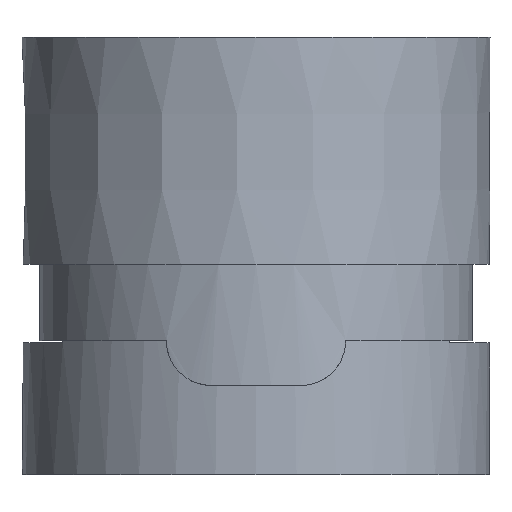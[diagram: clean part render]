
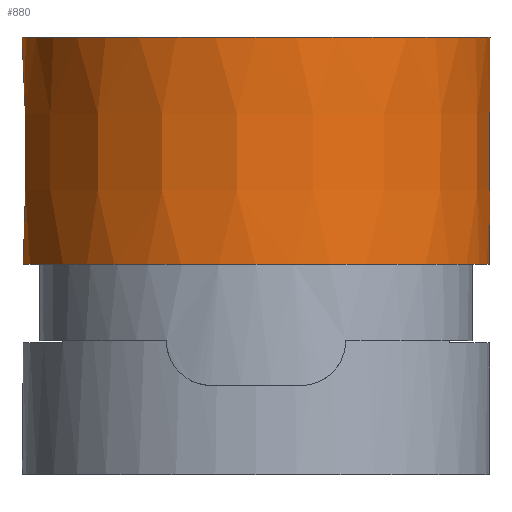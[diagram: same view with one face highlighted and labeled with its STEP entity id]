
A CAD part, left-side view. The second image highlights one B-rep face of the part: STEP entity #880.
In plain terms, the highlighted conical face has half-angle 0.102 degrees and reference radius 20.857 mm.
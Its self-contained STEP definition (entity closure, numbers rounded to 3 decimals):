
#53=CONICAL_SURFACE('',#978,20.857,0.002);
#86=FACE_OUTER_BOUND('',#134,.T.);
#134=EDGE_LOOP('',(#671,#672,#673,#674,#675,#676,#677,#678,#679,#680,#681,
#682,#683));
#167=LINE('',#1292,#225);
#170=LINE('',#1302,#228);
#175=LINE('',#1321,#233);
#181=LINE('',#1339,#239);
#190=LINE('',#1410,#248);
#225=VECTOR('',#1034,10.);
#228=VECTOR('',#1045,10.);
#233=VECTOR('',#1062,10.);
#239=VECTOR('',#1080,10.);
#248=VECTOR('',#1165,20.857);
#280=CIRCLE('',#926,20.839);
#283=CIRCLE('',#931,20.839);
#284=CIRCLE('',#932,20.839);
#292=CIRCLE('',#944,20.839);
#293=CIRCLE('',#945,20.839);
#314=CIRCLE('',#976,20.875);
#315=CIRCLE('',#977,20.875);
#338=VERTEX_POINT('',#1286);
#340=VERTEX_POINT('',#1290);
#341=VERTEX_POINT('',#1294);
#343=VERTEX_POINT('',#1300);
#346=VERTEX_POINT('',#1308);
#347=VERTEX_POINT('',#1310);
#348=VERTEX_POINT('',#1312);
#351=VERTEX_POINT('',#1320);
#357=VERTEX_POINT('',#1337);
#380=VERTEX_POINT('',#1404);
#381=VERTEX_POINT('',#1405);
#434=EDGE_CURVE('',#338,#340,#167,.T.);
#435=EDGE_CURVE('',#340,#341,#280,.T.);
#439=EDGE_CURVE('',#341,#343,#170,.T.);
#443=EDGE_CURVE('',#347,#346,#283,.T.);
#444=EDGE_CURVE('',#348,#347,#284,.T.);
#448=EDGE_CURVE('',#351,#348,#175,.T.);
#458=EDGE_CURVE('',#346,#357,#181,.T.);
#462=EDGE_CURVE('',#351,#343,#292,.T.);
#463=EDGE_CURVE('',#338,#357,#293,.T.);
#490=EDGE_CURVE('',#380,#381,#314,.T.);
#491=EDGE_CURVE('',#381,#380,#315,.T.);
#493=EDGE_CURVE('',#347,#381,#190,.T.);
#671=ORIENTED_EDGE('',*,*,#439,.T.);
#672=ORIENTED_EDGE('',*,*,#462,.F.);
#673=ORIENTED_EDGE('',*,*,#448,.T.);
#674=ORIENTED_EDGE('',*,*,#444,.T.);
#675=ORIENTED_EDGE('',*,*,#493,.T.);
#676=ORIENTED_EDGE('',*,*,#491,.T.);
#677=ORIENTED_EDGE('',*,*,#490,.T.);
#678=ORIENTED_EDGE('',*,*,#493,.F.);
#679=ORIENTED_EDGE('',*,*,#443,.T.);
#680=ORIENTED_EDGE('',*,*,#458,.T.);
#681=ORIENTED_EDGE('',*,*,#463,.F.);
#682=ORIENTED_EDGE('',*,*,#434,.T.);
#683=ORIENTED_EDGE('',*,*,#435,.T.);
#880=ADVANCED_FACE('',(#86),#53,.T.);
#926=AXIS2_PLACEMENT_3D('',#1295,#1037,#1038);
#931=AXIS2_PLACEMENT_3D('',#1311,#1052,#1053);
#932=AXIS2_PLACEMENT_3D('',#1313,#1054,#1055);
#944=AXIS2_PLACEMENT_3D('',#1346,#1088,#1089);
#945=AXIS2_PLACEMENT_3D('',#1347,#1090,#1091);
#976=AXIS2_PLACEMENT_3D('',#1406,#1158,#1159);
#977=AXIS2_PLACEMENT_3D('',#1407,#1160,#1161);
#978=AXIS2_PLACEMENT_3D('',#1409,#1163,#1164);
#1034=DIRECTION('',(0.003,0.,1.));
#1037=DIRECTION('center_axis',(0.,0.,1.));
#1038=DIRECTION('ref_axis',(0.,1.,0.));
#1045=DIRECTION('',(0.003,0.,-1.));
#1052=DIRECTION('center_axis',(0.,0.,1.));
#1053=DIRECTION('ref_axis',(0.,1.,0.));
#1054=DIRECTION('center_axis',(0.,0.,1.));
#1055=DIRECTION('ref_axis',(0.,1.,0.));
#1062=DIRECTION('',(-0.003,0.,1.));
#1080=DIRECTION('',(-0.003,0.,-1.));
#1088=DIRECTION('center_axis',(0.,0.,-1.));
#1089=DIRECTION('ref_axis',(1.,0.,0.));
#1090=DIRECTION('center_axis',(0.,0.,-1.));
#1091=DIRECTION('ref_axis',(1.,0.,0.));
#1158=DIRECTION('center_axis',(0.,0.,-1.));
#1159=DIRECTION('ref_axis',(1.,0.,0.));
#1160=DIRECTION('center_axis',(0.,0.,-1.));
#1161=DIRECTION('ref_axis',(1.,0.,0.));
#1163=DIRECTION('center_axis',(0.,0.,1.));
#1164=DIRECTION('ref_axis',(0.,1.,0.));
#1165=DIRECTION('',(0.,-0.002,1.));
#1286=CARTESIAN_POINT('',(11.723,17.229,18.547));
#1290=CARTESIAN_POINT('',(11.723,17.229,18.75));
#1292=CARTESIAN_POINT('',(11.723,17.229,18.649));
#1294=CARTESIAN_POINT('',(-11.723,17.229,18.75));
#1295=CARTESIAN_POINT('Origin',(0.,0.,18.75));
#1300=CARTESIAN_POINT('',(-11.723,17.229,18.547));
#1302=CARTESIAN_POINT('',(-11.723,17.229,18.649));
#1308=CARTESIAN_POINT('',(11.723,-17.229,18.75));
#1310=CARTESIAN_POINT('',(0.,-20.839,18.75));
#1311=CARTESIAN_POINT('Origin',(0.,0.,18.75));
#1312=CARTESIAN_POINT('',(-11.723,-17.229,18.75));
#1313=CARTESIAN_POINT('Origin',(0.,0.,18.75));
#1320=CARTESIAN_POINT('',(-11.723,-17.229,18.547));
#1321=CARTESIAN_POINT('',(-11.723,-17.229,18.649));
#1337=CARTESIAN_POINT('',(11.723,-17.229,18.547));
#1339=CARTESIAN_POINT('',(11.723,-17.229,18.649));
#1346=CARTESIAN_POINT('Origin',(0.,0.,18.547));
#1347=CARTESIAN_POINT('Origin',(0.,0.,18.547));
#1404=CARTESIAN_POINT('',(0.,20.875,38.997));
#1405=CARTESIAN_POINT('',(0.,-20.875,38.997));
#1406=CARTESIAN_POINT('Origin',(0.,0.,38.997));
#1407=CARTESIAN_POINT('Origin',(0.,0.,38.997));
#1409=CARTESIAN_POINT('Origin',(0.,0.,28.772));
#1410=CARTESIAN_POINT('',(0.,-20.857,28.772));
